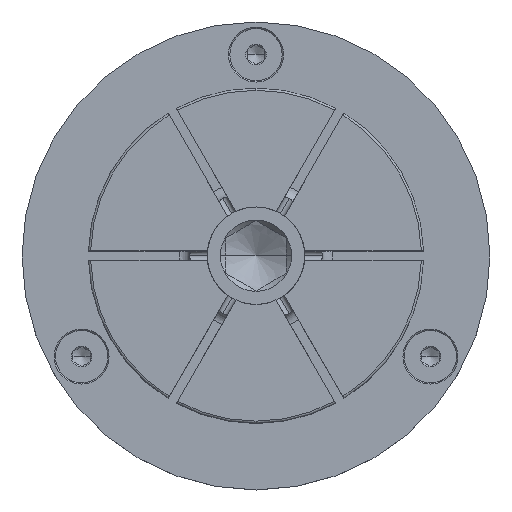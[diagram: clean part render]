
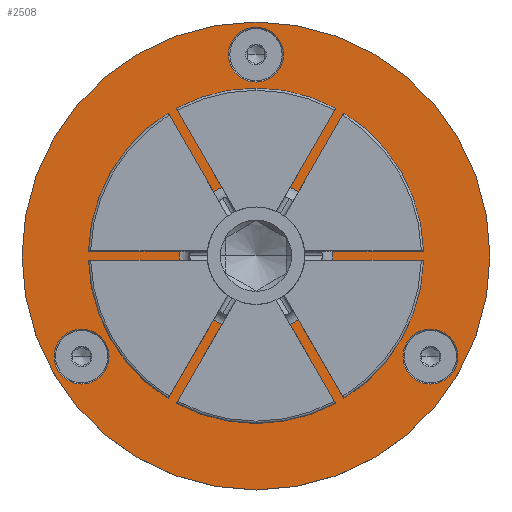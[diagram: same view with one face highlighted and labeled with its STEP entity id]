
A CAD part, top view. The second image highlights one B-rep face of the part: STEP entity #2508.
In plain terms, the highlighted planar face has unit normal (0, 0, 1).
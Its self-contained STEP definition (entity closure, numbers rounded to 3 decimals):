
#914=VERTEX_POINT('',#2644);
#1010=VERTEX_POINT('',#2749);
#1072=EDGE_CURVE('',#1092,#1080,#2819,.T.);
#1080=VERTEX_POINT('',#2828);
#1092=VERTEX_POINT('',#2840);
#1104=EDGE_CURVE('',#1010,#1952,#2853,.T.);
#1140=VERTEX_POINT('',#2892);
#1262=EDGE_CURVE('',#1972,#1404,#3024,.T.);
#1404=VERTEX_POINT('',#3184);
#1458=EDGE_CURVE('',#2384,#914,#3243,.T.);
#1566=EDGE_CURVE('',#1140,#2592,#3364,.T.);
#1870=EDGE_CURVE('',#914,#2384,#3705,.T.);
#1936=EDGE_CURVE('',#2592,#1140,#3776,.T.);
#1952=VERTEX_POINT('',#3796);
#1972=VERTEX_POINT('',#3820);
#2086=VERTEX_POINT('',#3945);
#2144=EDGE_CURVE('',#1080,#1092,#4006,.T.);
#2384=VERTEX_POINT('',#4268);
#2500=EDGE_CURVE('',#2086,#1010,#4394,.T.);
#2508=ADVANCED_FACE('',(#4404,#4405,#4406,#4407,#4408),#4409,.T.);
#2516=EDGE_CURVE('',#1952,#2086,#4418,.T.);
#2564=EDGE_CURVE('',#1404,#1972,#4470,.T.);
#2592=VERTEX_POINT('',#4501);
#2644=CARTESIAN_POINT('',(-43.204,-17.669,7.9));
#2749=CARTESIAN_POINT('',(0.,-17.65,7.9));
#2819=CIRCLE('',#4901,6.3);
#2828=CARTESIAN_POINT('',(-6.3,46.25,7.9));
#2840=CARTESIAN_POINT('',(6.3,46.25,7.9));
#2853=CIRCLE('',#4956,17.65);
#2892=CARTESIAN_POINT('',(43.204,-17.669,7.9));
#3024=CIRCLE('',#5304,53.75);
#3184=CARTESIAN_POINT('',(-53.75,0.,7.9));
#3243=CIRCLE('',#5875,6.3);
#3364=CIRCLE('',#6116,6.3);
#3705=CIRCLE('',#6876,6.3);
#3776=CIRCLE('',#7045,6.3);
#3796=CARTESIAN_POINT('',(0.,17.65,7.9));
#3820=CARTESIAN_POINT('',(53.75,0.0,7.9));
#3945=CARTESIAN_POINT('',(17.65,0.,7.9));
#4006=CIRCLE('',#7568,6.3);
#4268=CARTESIAN_POINT('',(-36.904,-28.581,7.9));
#4394=CIRCLE('',#8550,17.65);
#4404=FACE_BOUND('',#8560,.T.);
#4405=FACE_BOUND('',#8561,.T.);
#4406=FACE_BOUND('',#8562,.T.);
#4407=FACE_BOUND('',#8563,.T.);
#4408=FACE_OUTER_BOUND('',#8564,.T.);
#4409=PLANE('',#8565);
#4418=CIRCLE('',#8586,17.65);
#4470=CIRCLE('',#8705,53.75);
#4501=CARTESIAN_POINT('',(36.904,-28.581,7.9));
#4901=AXIS2_PLACEMENT_3D('',#9006,#9007,#9008);
#4956=AXIS2_PLACEMENT_3D('',#9030,#9031,#9032);
#5304=AXIS2_PLACEMENT_3D('',#9198,#9199,#9200);
#5875=AXIS2_PLACEMENT_3D('',#9439,#9440,#9441);
#6116=AXIS2_PLACEMENT_3D('',#9572,#9573,#9574);
#6876=AXIS2_PLACEMENT_3D('',#9988,#9989,#9990);
#7045=AXIS2_PLACEMENT_3D('',#10058,#10059,#10060);
#7568=AXIS2_PLACEMENT_3D('',#10309,#10310,#10311);
#8550=AXIS2_PLACEMENT_3D('',#10723,#10724,#10725);
#8560=EDGE_LOOP('',(#10743,#10744));
#8561=EDGE_LOOP('',(#10745,#10746));
#8562=EDGE_LOOP('',(#10747,#10748));
#8563=EDGE_LOOP('',(#10749,#10750,#10751));
#8564=EDGE_LOOP('',(#10752,#10753));
#8565=AXIS2_PLACEMENT_3D('',#10754,#10755,#10756);
#8586=AXIS2_PLACEMENT_3D('',#10768,#10769,#10770);
#8705=AXIS2_PLACEMENT_3D('',#10825,#10826,#10827);
#9006=CARTESIAN_POINT('',(0.0,46.25,7.9));
#9007=DIRECTION('',(0.0,0.0,-1.0));
#9008=DIRECTION('',(1.0,0.0,0.0));
#9030=CARTESIAN_POINT('',(0.0,0.,7.9));
#9031=DIRECTION('',(0.0,0.,-1.0));
#9032=DIRECTION('',(1.0,0.0,0.0));
#9198=CARTESIAN_POINT('',(0.0,0.0,7.9));
#9199=DIRECTION('',(0.0,0.0,1.0));
#9200=DIRECTION('',(1.0,0.0,0.0));
#9439=CARTESIAN_POINT('',(-40.054,-23.125,7.9));
#9440=DIRECTION('',(-0.0,0.0,-1.0));
#9441=DIRECTION('',(-0.5,0.866,0.0));
#9572=CARTESIAN_POINT('',(40.054,-23.125,7.9));
#9573=DIRECTION('',(-0.0,0.0,-1.0));
#9574=DIRECTION('',(-0.5,-0.866,0.0));
#9988=CARTESIAN_POINT('',(-40.054,-23.125,7.9));
#9989=DIRECTION('',(-0.0,0.0,-1.0));
#9990=DIRECTION('',(-0.5,0.866,0.0));
#10058=CARTESIAN_POINT('',(40.054,-23.125,7.9));
#10059=DIRECTION('',(-0.0,0.0,-1.0));
#10060=DIRECTION('',(-0.5,-0.866,0.0));
#10309=CARTESIAN_POINT('',(0.0,46.25,7.9));
#10310=DIRECTION('',(0.0,0.0,-1.0));
#10311=DIRECTION('',(1.0,0.0,0.0));
#10723=CARTESIAN_POINT('',(0.0,0.,7.9));
#10724=DIRECTION('',(0.0,0.,-1.0));
#10725=DIRECTION('',(1.0,0.0,0.0));
#10743=ORIENTED_EDGE('',*,*,#1936,.T.);
#10744=ORIENTED_EDGE('',*,*,#1566,.T.);
#10745=ORIENTED_EDGE('',*,*,#1870,.T.);
#10746=ORIENTED_EDGE('',*,*,#1458,.T.);
#10747=ORIENTED_EDGE('',*,*,#1072,.T.);
#10748=ORIENTED_EDGE('',*,*,#2144,.T.);
#10749=ORIENTED_EDGE('',*,*,#2500,.T.);
#10750=ORIENTED_EDGE('',*,*,#1104,.T.);
#10751=ORIENTED_EDGE('',*,*,#2516,.T.);
#10752=ORIENTED_EDGE('',*,*,#1262,.T.);
#10753=ORIENTED_EDGE('',*,*,#2564,.T.);
#10754=CARTESIAN_POINT('',(0.0,0.0,7.9));
#10755=DIRECTION('',(0.0,0.0,1.0));
#10756=DIRECTION('',(1.0,0.0,0.0));
#10768=CARTESIAN_POINT('',(0.0,0.,7.9));
#10769=DIRECTION('',(0.0,0.,-1.0));
#10770=DIRECTION('',(1.0,0.0,0.0));
#10825=CARTESIAN_POINT('',(0.0,0.0,7.9));
#10826=DIRECTION('',(0.0,0.0,1.0));
#10827=DIRECTION('',(1.0,0.0,0.0));
